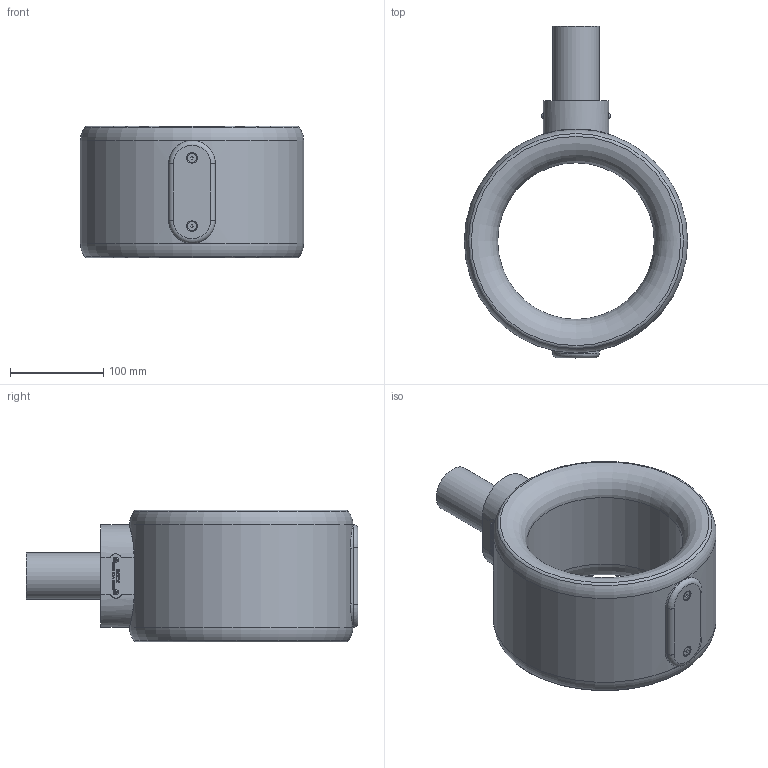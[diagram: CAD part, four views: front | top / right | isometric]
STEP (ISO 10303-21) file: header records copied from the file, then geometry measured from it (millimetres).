
FILE_DESCRIPTION (( 'STEP AP214' ), '1' );
FILE_NAME ('P-168-030-rev-A-FR.STEP', '2025-06-10T06:59:47', ( '' ), ( '' ), 'SwSTEP 2.0', 'SolidWorks 2024', '' );
FILE_SCHEMA (( 'AUTOMOTIVE_DESIGN' ));
Length unit declared in the file: millimetre
Products named in the file (1): P-168-030-rev-A-FR
Bounding box: 239.4 x 355.85 x 141.06 mm (x, y, z)
Volume: 3399414.2 mm3; surface area: 245755.8 mm2
Topology: 2 solids, 6 shells, 615 faces, 1569 edges, 1026 vertices
Faces by surface type: plane 395, bspline 136, cylinder 50, cone 16, torus 14, sphere 4
Full cylindrical faces by diameter (mm): 3 x4, 3.5 x4, 5 x2, 5.3 x2, 5.7 x4, 8.5 x6, 9.64 x6, 50 x1, 168 x1, 239.4 x1
Entity records: 23292 total; most frequent: CARTESIAN_POINT 8054, ORIENTED_EDGE 2968, DIRECTION 2020, EDGE_CURVE 1484, VERTEX_POINT 1004, LINE 768, VECTOR 768, EDGE_LOOP 752
